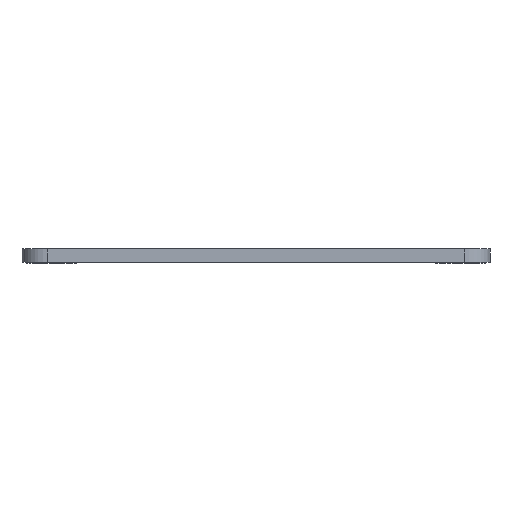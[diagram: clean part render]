
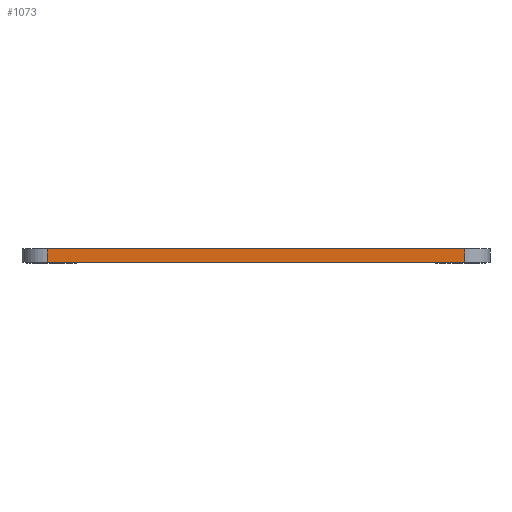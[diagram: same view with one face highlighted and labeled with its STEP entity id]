
A CAD part, left-side view. The second image highlights one B-rep face of the part: STEP entity #1073.
In plain terms, the highlighted planar face has unit normal (-1, 0, 0).
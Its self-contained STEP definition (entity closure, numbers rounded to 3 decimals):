
#49 = DIRECTION ( 'NONE',  ( 0., -1., 0. ) ) ;
#72 = FACE_OUTER_BOUND ( 'NONE', #265, .T. ) ;
#79 = VECTOR ( 'NONE', #497, 1000. ) ;
#265 = EDGE_LOOP ( 'NONE', ( #821, #881, #634, #921 ) ) ;
#266 = CARTESIAN_POINT ( 'NONE',  ( -42.5, 25., 1.6 ) ) ;
#291 = EDGE_CURVE ( 'NONE', #1039, #1229, #1409, .T. ) ;
#305 = LINE ( 'NONE', #982, #870 ) ;
#497 = DIRECTION ( 'NONE',  ( 0., 0., -1. ) ) ;
#502 = DIRECTION ( 'NONE',  ( 1., 0., 0. ) ) ;
#634 = ORIENTED_EDGE ( 'NONE', *, *, #642, .F. ) ;
#642 = EDGE_CURVE ( 'NONE', #929, #1039, #1321, .T. ) ;
#722 = DIRECTION ( 'NONE',  ( 0., -1., 0. ) ) ;
#805 = CARTESIAN_POINT ( 'NONE',  ( -42.5, 25., 0. ) ) ;
#821 = ORIENTED_EDGE ( 'NONE', *, *, #1376, .T. ) ;
#840 = CARTESIAN_POINT ( 'NONE',  ( -42.5, -25., 1.6 ) ) ;
#847 = CARTESIAN_POINT ( 'NONE',  ( -42.5, -25., 1.6 ) ) ;
#870 = VECTOR ( 'NONE', #1441, 1000. ) ;
#881 = ORIENTED_EDGE ( 'NONE', *, *, #291, .F. ) ;
#890 = VECTOR ( 'NONE', #722, 1000. ) ;
#921 = ORIENTED_EDGE ( 'NONE', *, *, #1478, .T. ) ;
#929 = VERTEX_POINT ( 'NONE', #1144 ) ;
#962 = DIRECTION ( 'NONE',  ( 0., 1., 0. ) ) ;
#978 = PLANE ( 'NONE',  #1204 ) ;
#982 = CARTESIAN_POINT ( 'NONE',  ( -42.5, 25., 1.6 ) ) ;
#984 = CARTESIAN_POINT ( 'NONE',  ( -42.5, 25., 1.6 ) ) ;
#1039 = VERTEX_POINT ( 'NONE', #847 ) ;
#1042 = LINE ( 'NONE', #805, #1370 ) ;
#1073 = ADVANCED_FACE ( 'Face5', ( #72 ), #978, .F. ) ;
#1075 = CARTESIAN_POINT ( 'NONE',  ( -42.5, 25., 0. ) ) ;
#1144 = CARTESIAN_POINT ( 'NONE',  ( -42.5, 25., 1.6 ) ) ;
#1204 = AXIS2_PLACEMENT_3D ( 'NONE', #984, #502, #962 ) ;
#1229 = VERTEX_POINT ( 'NONE', #1237 ) ;
#1237 = CARTESIAN_POINT ( 'NONE',  ( -42.5, -25., 0. ) ) ;
#1321 = LINE ( 'NONE', #266, #890 ) ;
#1351 = VERTEX_POINT ( 'NONE', #1075 ) ;
#1370 = VECTOR ( 'NONE', #49, 1000. ) ;
#1376 = EDGE_CURVE ( 'NONE', #1351, #1229, #1042, .T. ) ;
#1409 = LINE ( 'NONE', #840, #79 ) ;
#1441 = DIRECTION ( 'NONE',  ( 0., 0., -1. ) ) ;
#1478 = EDGE_CURVE ( 'NONE', #929, #1351, #305, .T. ) ;
